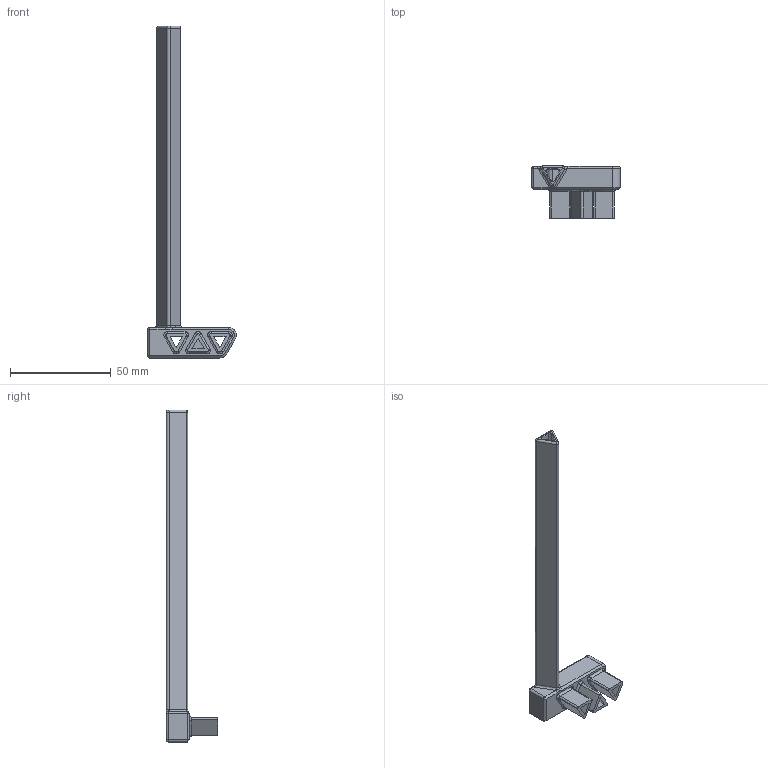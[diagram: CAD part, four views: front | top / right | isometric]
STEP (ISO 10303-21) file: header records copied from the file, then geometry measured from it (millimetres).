
FILE_DESCRIPTION(/* description */ (''),/* implementation_level */ '2;1');
FILE_NAME(/* name */ 'Neck_L',/* time_stamp */ '2018-03-11T19:50:41+01:00',/* author */ (''),/* organization */ (''),/* preprocessor_version */ 'ST-DEVELOPER v15',/* originating_system */ '',/* authorisation */ '');
FILE_SCHEMA (('AUTOMOTIVE_DESIGN'));
Length unit declared in the file: millimetre
Products named in the file (1): Document
Bounding box: 43.99 x 25.67 x 165.1 mm (x, y, z)
Surface area: 15180.7 mm2 (no closed solid volume)
Topology: 0 solids, 1 shells, 210 faces, 531 edges, 319 vertices
Faces by surface type: bspline 140, plane 70
Entity records: 9972 total; most frequent: CARTESIAN_POINT 6885, ORIENTED_EDGE 1034, EDGE_CURVE 525, VERTEX_POINT 319, B_SPLINE_CURVE_WITH_KNOTS 315, EDGE_LOOP 224, ADVANCED_FACE 210, FACE_OUTER_BOUND 210
